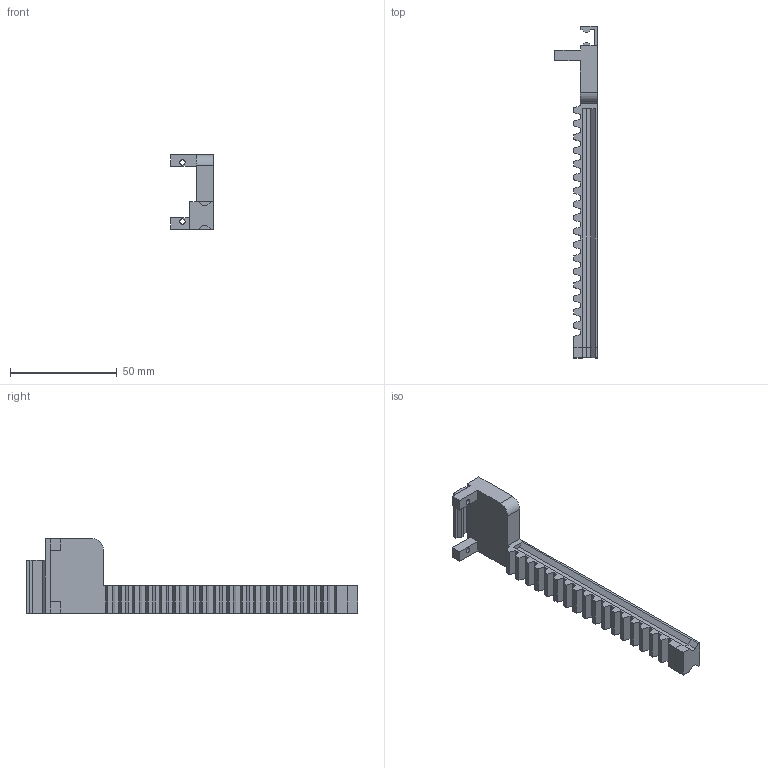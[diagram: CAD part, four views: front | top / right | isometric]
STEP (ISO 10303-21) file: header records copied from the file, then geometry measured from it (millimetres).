
FILE_DESCRIPTION(/* description */ (''),/* implementation_level */ '2;1');
FILE_NAME(/* name */ 'Рейка_рейка_ННК.stp',/* time_stamp */ '2024-01-23T21:44:25+03:00',/* author */ ('К'),/* organization */ (''),/* preprocessor_version */ 'ST-DEVELOPER v18.1',/* originating_system */ 'Autodesk Inventor 2022',/* authorisation */ '');
FILE_SCHEMA (('AUTOMOTIVE_DESIGN { 1 0 10303 214 3 1 1 }'));
Length unit declared in the file: millimetre
Products named in the file (1): Рейка_рейка_
ННК
Bounding box: 20 x 155.76 x 35 mm (x, y, z)
Volume: 21932 mm3; surface area: 11551.1 mm2
Topology: 2 solids, 2 shells, 132 faces, 374 edges, 248 vertices
Faces by surface type: plane 123, cylinder 5, cone 4
Full cylindrical faces by diameter (mm): 2.5 x2, 3.4 x2
Entity records: 4248 total; most frequent: CARTESIAN_POINT 755, ORIENTED_EDGE 748, DIRECTION 654, EDGE_CURVE 374, LINE 360, VECTOR 360, VERTEX_POINT 248, AXIS2_PLACEMENT_3D 147
